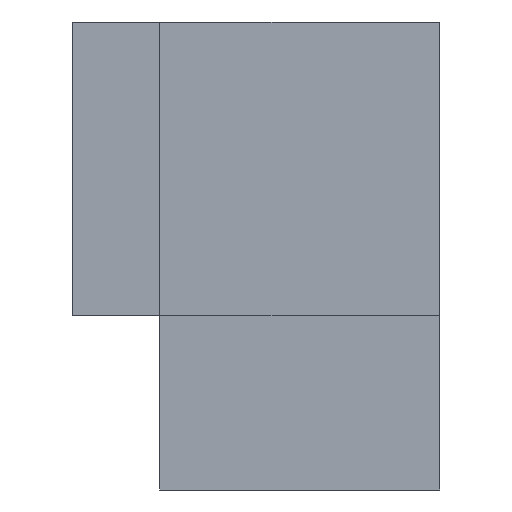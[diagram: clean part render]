
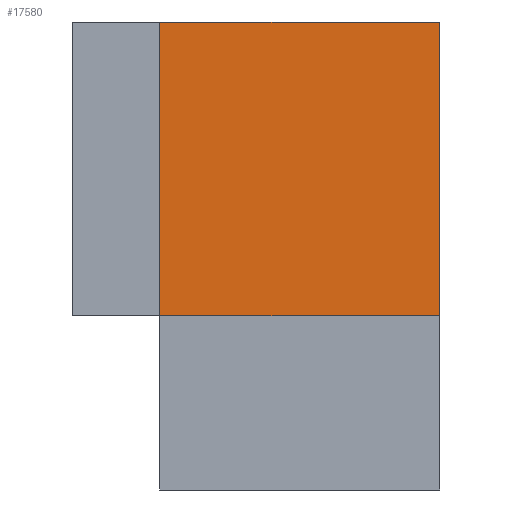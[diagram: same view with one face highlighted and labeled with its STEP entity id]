
A CAD part, left-side view. The second image highlights one B-rep face of the part: STEP entity #17580.
In plain terms, the highlighted planar face has unit normal (-1, 0, 0).
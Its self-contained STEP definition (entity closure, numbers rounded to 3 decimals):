
#1840 = EDGE_CURVE ( 'NONE', #15440, #14014, #12984, .T. ) ;
#2717 = DIRECTION ( 'NONE',  ( 0., -1., 0. ) ) ;
#3442 = EDGE_CURVE ( 'NONE', #15440, #9737, #11311, .T. ) ;
#4602 = CARTESIAN_POINT ( 'NONE',  ( 1934.936, 1290.966, 3.2 ) ) ;
#4808 = VECTOR ( 'NONE', #8026, 1000. ) ;
#4852 = CARTESIAN_POINT ( 'NONE',  ( 1934.936, 1294.016, 3.2 ) ) ;
#5142 = PLANE ( 'NONE',  #15649 ) ;
#5317 = VECTOR ( 'NONE', #16793, 1000. ) ;
#5620 = CARTESIAN_POINT ( 'NONE',  ( 1934.936, 0., 3.2 ) ) ;
#5797 = VECTOR ( 'NONE', #8592, 1000. ) ;
#6577 = CARTESIAN_POINT ( 'NONE',  ( 1934.936, 0., 3.2 ) ) ;
#6641 = DIRECTION ( 'NONE',  ( 0., 1., 0. ) ) ;
#7992 = CARTESIAN_POINT ( 'NONE',  ( 1934.936, 1290.966, 0. ) ) ;
#8026 = DIRECTION ( 'NONE',  ( 0., 0., -1. ) ) ;
#8592 = DIRECTION ( 'NONE',  ( 0., -1., 0. ) ) ;
#9124 = LINE ( 'NONE', #19134, #10280 ) ;
#9405 = EDGE_CURVE ( 'NONE', #9737, #14131, #9124, .T. ) ;
#9737 = VERTEX_POINT ( 'NONE', #11315 ) ;
#10280 = VECTOR ( 'NONE', #2717, 1000. ) ;
#11308 = ORIENTED_EDGE ( 'NONE', *, *, #12713, .F. ) ;
#11311 = LINE ( 'NONE', #16955, #4808 ) ;
#11315 = CARTESIAN_POINT ( 'NONE',  ( 1934.936, 1294.016, 0. ) ) ;
#12713 = EDGE_CURVE ( 'NONE', #14014, #14131, #19076, .T. ) ;
#12795 = ORIENTED_EDGE ( 'NONE', *, *, #1840, .F. ) ;
#12984 = LINE ( 'NONE', #5620, #5797 ) ;
#13023 = ORIENTED_EDGE ( 'NONE', *, *, #9405, .T. ) ;
#13627 = EDGE_LOOP ( 'NONE', ( #13023, #11308, #12795, #17635 ) ) ;
#14014 = VERTEX_POINT ( 'NONE', #16459 ) ;
#14131 = VERTEX_POINT ( 'NONE', #7992 ) ;
#15440 = VERTEX_POINT ( 'NONE', #4852 ) ;
#15547 = DIRECTION ( 'NONE',  ( 1., 0., 0. ) ) ;
#15649 = AXIS2_PLACEMENT_3D ( 'NONE', #6577, #15547, #6641 ) ;
#16062 = FACE_OUTER_BOUND ( 'NONE', #13627, .T. ) ;
#16459 = CARTESIAN_POINT ( 'NONE',  ( 1934.936, 1290.966, 3.2 ) ) ;
#16793 = DIRECTION ( 'NONE',  ( 0., 0., -1. ) ) ;
#16955 = CARTESIAN_POINT ( 'NONE',  ( 1934.936, 1294.016, 3.2 ) ) ;
#17580 = ADVANCED_FACE ( 'NONE', ( #16062 ), #5142, .F. ) ;
#17635 = ORIENTED_EDGE ( 'NONE', *, *, #3442, .T. ) ;
#19076 = LINE ( 'NONE', #4602, #5317 ) ;
#19134 = CARTESIAN_POINT ( 'NONE',  ( 1934.936, 0., 0. ) ) ;
